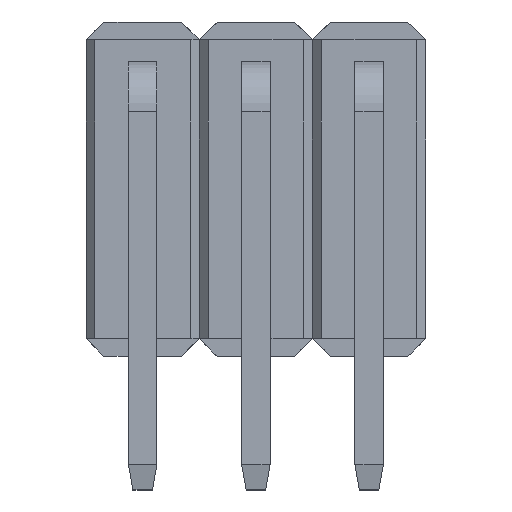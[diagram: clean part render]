
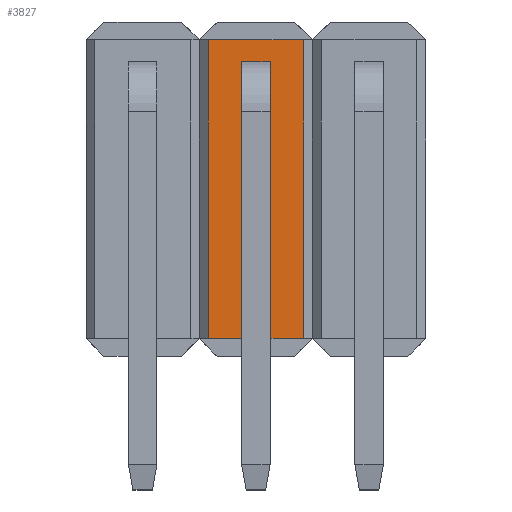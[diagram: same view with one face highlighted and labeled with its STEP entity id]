
A CAD part, front view. The second image highlights one B-rep face of the part: STEP entity #3827.
In plain terms, the highlighted planar face has unit normal (0, -1, 0).
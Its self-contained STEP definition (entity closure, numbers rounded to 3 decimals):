
#62 = EDGE_CURVE ( 'NONE', #3939, #1457, #8214, .T. ) ;
#76 = VERTEX_POINT ( 'NONE', #6657 ) ;
#229 = VERTEX_POINT ( 'NONE', #789 ) ;
#240 = EDGE_LOOP ( 'NONE', ( #4453, #3247, #6042, #6633 ) ) ;
#307 = CARTESIAN_POINT ( 'NONE',  ( 2.86, 0.54, -0.32 ) ) ;
#308 = VECTOR ( 'NONE', #6862, 1000. ) ;
#363 = CARTESIAN_POINT ( 'NONE',  ( 1.27, 0.54, 3.35 ) ) ;
#399 = DIRECTION ( 'NONE',  ( 1., 0., 0. ) ) ;
#440 = CARTESIAN_POINT ( 'NONE',  ( 2.22, 0.54, 2.86 ) ) ;
#789 = CARTESIAN_POINT ( 'NONE',  ( 3.61, 0.54, 3.35 ) ) ;
#931 = DIRECTION ( 'NONE',  ( -1., 0., 0. ) ) ;
#960 = DIRECTION ( 'NONE',  ( 0., 0., -1. ) ) ;
#1037 = FACE_OUTER_BOUND ( 'NONE', #3423, .T. ) ;
#1073 = EDGE_CURVE ( 'NONE', #4115, #5240, #3213, .T. ) ;
#1156 = CARTESIAN_POINT ( 'NONE',  ( 2.86, 0.54, -2.22 ) ) ;
#1338 = VERTEX_POINT ( 'NONE', #1785 ) ;
#1443 = CARTESIAN_POINT ( 'NONE',  ( 1.47, 0.54, -3.35 ) ) ;
#1457 = VERTEX_POINT ( 'NONE', #3841 ) ;
#1532 = VERTEX_POINT ( 'NONE', #1156 ) ;
#1629 = LINE ( 'NONE', #2964, #3175 ) ;
#1785 = CARTESIAN_POINT ( 'NONE',  ( 2.86, 0.54, 2.22 ) ) ;
#1800 = EDGE_CURVE ( 'NONE', #3401, #1338, #4857, .T. ) ;
#1868 = VECTOR ( 'NONE', #960, 1000. ) ;
#1919 = DIRECTION ( 'NONE',  ( 0., 0., 1. ) ) ;
#2075 = LINE ( 'NONE', #3003, #308 ) ;
#2090 = CARTESIAN_POINT ( 'NONE',  ( 2.22, 0.54, 2.86 ) ) ;
#2132 = CARTESIAN_POINT ( 'NONE',  ( 2.22, 0.54, -2.22 ) ) ;
#2194 = VERTEX_POINT ( 'NONE', #440 ) ;
#2455 = CARTESIAN_POINT ( 'NONE',  ( 3.61, 0.54, -3.35 ) ) ;
#2587 = EDGE_CURVE ( 'NONE', #2194, #3401, #4785, .T. ) ;
#2708 = CARTESIAN_POINT ( 'NONE',  ( 2.22, 0.54, -2.86 ) ) ;
#2754 = EDGE_CURVE ( 'NONE', #5431, #1532, #1629, .T. ) ;
#2789 = DIRECTION ( 'NONE',  ( 0., 0., 1. ) ) ;
#2964 = CARTESIAN_POINT ( 'NONE',  ( 2.22, 0.54, -2.22 ) ) ;
#3003 = CARTESIAN_POINT ( 'NONE',  ( 2.22, 0.54, -2.86 ) ) ;
#3047 = VECTOR ( 'NONE', #399, 1000. ) ;
#3091 = LINE ( 'NONE', #2132, #6297 ) ;
#3175 = VECTOR ( 'NONE', #3283, 1000. ) ;
#3204 = CARTESIAN_POINT ( 'NONE',  ( 2.22, 0.54, 2.22 ) ) ;
#3213 = LINE ( 'NONE', #6648, #6417 ) ;
#3247 = ORIENTED_EDGE ( 'NONE', *, *, #4895, .T. ) ;
#3255 = CARTESIAN_POINT ( 'NONE',  ( 2.22, 0.54, 0.32 ) ) ;
#3257 = EDGE_CURVE ( 'NONE', #229, #5566, #5185, .T. ) ;
#3283 = DIRECTION ( 'NONE',  ( 1., 0., 0. ) ) ;
#3338 = VECTOR ( 'NONE', #7248, 1000. ) ;
#3401 = VERTEX_POINT ( 'NONE', #3780 ) ;
#3406 = CARTESIAN_POINT ( 'NONE',  ( 2.22, 0.54, 2.22 ) ) ;
#3415 = DIRECTION ( 'NONE',  ( 0., 0., -1. ) ) ;
#3423 = EDGE_LOOP ( 'NONE', ( #6448, #4947, #5155, #6135 ) ) ;
#3445 = DIRECTION ( 'NONE',  ( 1., 0., 0. ) ) ;
#3582 = VECTOR ( 'NONE', #8037, 1000. ) ;
#3630 = AXIS2_PLACEMENT_3D ( 'NONE', #4501, #5782, #1919 ) ;
#3672 = FACE_BOUND ( 'NONE', #6529, .T. ) ;
#3763 = VECTOR ( 'NONE', #3445, 1000. ) ;
#3780 = CARTESIAN_POINT ( 'NONE',  ( 2.86, 0.54, 2.86 ) ) ;
#3801 = LINE ( 'NONE', #7401, #3582 ) ;
#3827 = ADVANCED_FACE ( 'NONE', ( #7688, #3672, #5266, #1037 ), #3863, .F. ) ;
#3841 = CARTESIAN_POINT ( 'NONE',  ( 2.22, 0.54, -0.32 ) ) ;
#3863 = PLANE ( 'NONE',  #3630 ) ;
#3935 = DIRECTION ( 'NONE',  ( 1., 0., 0. ) ) ;
#3939 = VERTEX_POINT ( 'NONE', #6758 ) ;
#3974 = LINE ( 'NONE', #7890, #3763 ) ;
#4115 = VERTEX_POINT ( 'NONE', #7047 ) ;
#4258 = DIRECTION ( 'NONE',  ( 0., 0., -1. ) ) ;
#4266 = VERTEX_POINT ( 'NONE', #2708 ) ;
#4275 = VECTOR ( 'NONE', #4474, 1000. ) ;
#4300 = VECTOR ( 'NONE', #5083, 1000. ) ;
#4370 = EDGE_CURVE ( 'NONE', #4266, #5431, #3091, .T. ) ;
#4453 = ORIENTED_EDGE ( 'NONE', *, *, #5224, .T. ) ;
#4474 = DIRECTION ( 'NONE',  ( 0., 0., -1. ) ) ;
#4501 = CARTESIAN_POINT ( 'NONE',  ( 1.27, 0.54, 3.35 ) ) ;
#4513 = EDGE_CURVE ( 'NONE', #76, #3939, #7001, .T. ) ;
#4523 = EDGE_CURVE ( 'NONE', #1338, #5228, #5313, .T. ) ;
#4785 = LINE ( 'NONE', #2090, #7954 ) ;
#4850 = LINE ( 'NONE', #3255, #7634 ) ;
#4857 = LINE ( 'NONE', #4972, #4275 ) ;
#4895 = EDGE_CURVE ( 'NONE', #6259, #4266, #2075, .T. ) ;
#4947 = ORIENTED_EDGE ( 'NONE', *, *, #5416, .F. ) ;
#4972 = CARTESIAN_POINT ( 'NONE',  ( 2.86, 0.54, 2.22 ) ) ;
#5055 = EDGE_CURVE ( 'NONE', #5228, #2194, #6384, .T. ) ;
#5083 = DIRECTION ( 'NONE',  ( 0., 0., 1. ) ) ;
#5155 = ORIENTED_EDGE ( 'NONE', *, *, #1073, .T. ) ;
#5185 = LINE ( 'NONE', #5530, #8351 ) ;
#5224 = EDGE_CURVE ( 'NONE', #1532, #6259, #7950, .T. ) ;
#5228 = VERTEX_POINT ( 'NONE', #3406 ) ;
#5240 = VERTEX_POINT ( 'NONE', #1443 ) ;
#5260 = ORIENTED_EDGE ( 'NONE', *, *, #62, .T. ) ;
#5266 = FACE_BOUND ( 'NONE', #6923, .T. ) ;
#5313 = LINE ( 'NONE', #8016, #6793 ) ;
#5364 = CARTESIAN_POINT ( 'NONE',  ( 2.22, 0.54, 0.32 ) ) ;
#5416 = EDGE_CURVE ( 'NONE', #4115, #229, #8131, .T. ) ;
#5431 = VERTEX_POINT ( 'NONE', #5582 ) ;
#5530 = CARTESIAN_POINT ( 'NONE',  ( 3.61, 0.54, 3.35 ) ) ;
#5566 = VERTEX_POINT ( 'NONE', #2455 ) ;
#5582 = CARTESIAN_POINT ( 'NONE',  ( 2.22, 0.54, -2.22 ) ) ;
#5676 = EDGE_CURVE ( 'NONE', #7140, #76, #4850, .T. ) ;
#5782 = DIRECTION ( 'NONE',  ( 0., 1., 0. ) ) ;
#5954 = CARTESIAN_POINT ( 'NONE',  ( 2.86, 0.54, -2.22 ) ) ;
#5961 = EDGE_CURVE ( 'NONE', #5240, #5566, #3974, .T. ) ;
#6042 = ORIENTED_EDGE ( 'NONE', *, *, #4370, .T. ) ;
#6074 = VECTOR ( 'NONE', #6583, 1000. ) ;
#6135 = ORIENTED_EDGE ( 'NONE', *, *, #5961, .T. ) ;
#6141 = ORIENTED_EDGE ( 'NONE', *, *, #5676, .T. ) ;
#6239 = ORIENTED_EDGE ( 'NONE', *, *, #4513, .T. ) ;
#6259 = VERTEX_POINT ( 'NONE', #7499 ) ;
#6297 = VECTOR ( 'NONE', #2789, 1000. ) ;
#6384 = LINE ( 'NONE', #3204, #4300 ) ;
#6417 = VECTOR ( 'NONE', #3415, 1000. ) ;
#6448 = ORIENTED_EDGE ( 'NONE', *, *, #3257, .F. ) ;
#6529 = EDGE_LOOP ( 'NONE', ( #5260, #7048, #6141, #6239 ) ) ;
#6539 = DIRECTION ( 'NONE',  ( 1., 0., 0. ) ) ;
#6583 = DIRECTION ( 'NONE',  ( 0., 0., -1. ) ) ;
#6633 = ORIENTED_EDGE ( 'NONE', *, *, #2754, .T. ) ;
#6648 = CARTESIAN_POINT ( 'NONE',  ( 1.47, 0.54, 3.35 ) ) ;
#6657 = CARTESIAN_POINT ( 'NONE',  ( 2.86, 0.54, 0.32 ) ) ;
#6758 = CARTESIAN_POINT ( 'NONE',  ( 2.86, 0.54, -0.32 ) ) ;
#6793 = VECTOR ( 'NONE', #931, 1000. ) ;
#6862 = DIRECTION ( 'NONE',  ( -1., 0., 0. ) ) ;
#6923 = EDGE_LOOP ( 'NONE', ( #7819, #8019, #8321, #7633 ) ) ;
#7001 = LINE ( 'NONE', #307, #1868 ) ;
#7047 = CARTESIAN_POINT ( 'NONE',  ( 1.47, 0.54, 3.35 ) ) ;
#7048 = ORIENTED_EDGE ( 'NONE', *, *, #8100, .T. ) ;
#7140 = VERTEX_POINT ( 'NONE', #5364 ) ;
#7248 = DIRECTION ( 'NONE',  ( -1., 0., 0. ) ) ;
#7299 = CARTESIAN_POINT ( 'NONE',  ( 2.22, 0.54, -0.32 ) ) ;
#7401 = CARTESIAN_POINT ( 'NONE',  ( 2.22, 0.54, -0.32 ) ) ;
#7499 = CARTESIAN_POINT ( 'NONE',  ( 2.86, 0.54, -2.86 ) ) ;
#7633 = ORIENTED_EDGE ( 'NONE', *, *, #4523, .T. ) ;
#7634 = VECTOR ( 'NONE', #3935, 1000. ) ;
#7688 = FACE_BOUND ( 'NONE', #240, .T. ) ;
#7819 = ORIENTED_EDGE ( 'NONE', *, *, #5055, .T. ) ;
#7890 = CARTESIAN_POINT ( 'NONE',  ( 1.27, 0.54, -3.35 ) ) ;
#7950 = LINE ( 'NONE', #5954, #6074 ) ;
#7954 = VECTOR ( 'NONE', #6539, 1000. ) ;
#8016 = CARTESIAN_POINT ( 'NONE',  ( 2.22, 0.54, 2.22 ) ) ;
#8019 = ORIENTED_EDGE ( 'NONE', *, *, #2587, .T. ) ;
#8037 = DIRECTION ( 'NONE',  ( 0., 0., 1. ) ) ;
#8100 = EDGE_CURVE ( 'NONE', #1457, #7140, #3801, .T. ) ;
#8131 = LINE ( 'NONE', #363, #3047 ) ;
#8214 = LINE ( 'NONE', #7299, #3338 ) ;
#8321 = ORIENTED_EDGE ( 'NONE', *, *, #1800, .T. ) ;
#8351 = VECTOR ( 'NONE', #4258, 1000. ) ;
